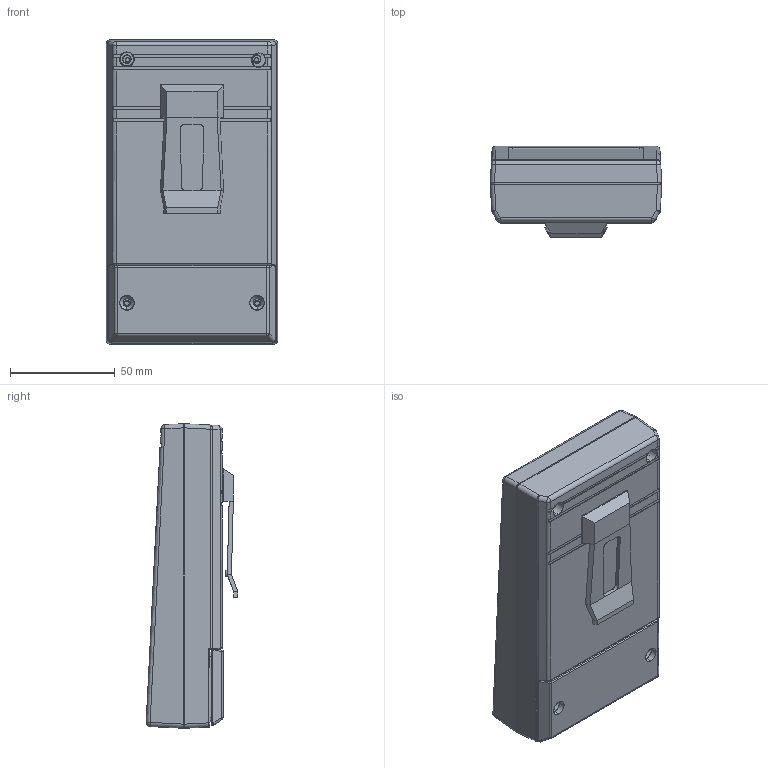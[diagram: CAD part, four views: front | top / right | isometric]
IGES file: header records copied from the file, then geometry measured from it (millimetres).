
Start section: SolidWorks IGES file using analytic representation for surfaces
Global section: file name: Z-48.IGS; native system: SolidWorks 2009; preprocessor: SolidWorks 2009; author: uki; date: 120808.225423; units: millimetre
Bounding box: 81.7 x 43.7 x 145.2 mm (x, y, z)
Surface area: 92246.8 mm2 (no closed solid volume)
Topology: 0 solids, 0 shells, 453 faces, 6328 edges, 6328 vertices
Faces by surface type: bspline 255, revolution 198
